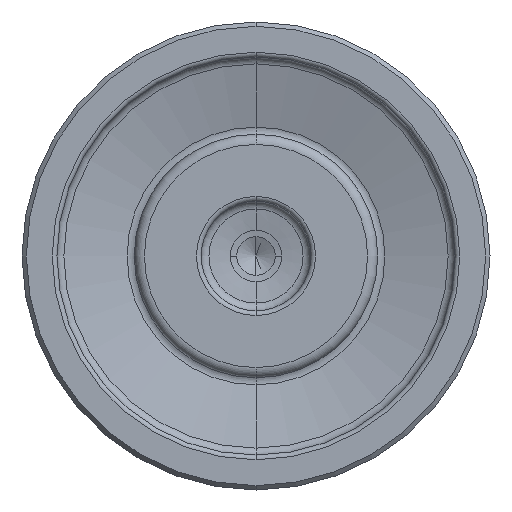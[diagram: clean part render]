
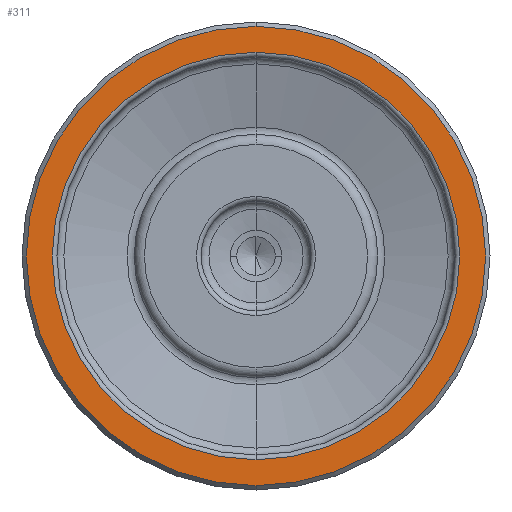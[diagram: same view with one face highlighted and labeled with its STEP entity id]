
A CAD part, front view. The second image highlights one B-rep face of the part: STEP entity #311.
In plain terms, the highlighted planar face has unit normal (0, -1, 0).
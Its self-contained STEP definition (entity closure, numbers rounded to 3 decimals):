
#41 = EDGE_CURVE ( 'NONE', #175, #593, #240, .T. ) ;
#68 = DIRECTION ( 'NONE',  ( 0., 0., -1. ) ) ;
#175 = VERTEX_POINT ( 'NONE', #1744 ) ;
#200 = ORIENTED_EDGE ( 'NONE', *, *, #1444, .T. ) ;
#240 = CIRCLE ( 'NONE', #1634, 21.75 ) ;
#246 = DIRECTION ( 'NONE',  ( 0., 1., 0. ) ) ;
#269 = FACE_OUTER_BOUND ( 'NONE', #1226, .T. ) ;
#311 = ADVANCED_FACE ( 'NONE', ( #269, #1679 ), #576, .T. ) ;
#316 = CIRCLE ( 'NONE', #1283, 24.517 ) ;
#567 = VERTEX_POINT ( 'NONE', #1063 ) ;
#576 = PLANE ( 'NONE',  #2071 ) ;
#593 = VERTEX_POINT ( 'NONE', #1233 ) ;
#612 = CIRCLE ( 'NONE', #1628, 24.517 ) ;
#705 = VERTEX_POINT ( 'NONE', #2037 ) ;
#745 = CARTESIAN_POINT ( 'NONE',  ( 21.25, 0.706, 0. ) ) ;
#760 = DIRECTION ( 'NONE',  ( 0., -1., 0. ) ) ;
#913 = DIRECTION ( 'NONE',  ( 0., -1., 0. ) ) ;
#953 = CARTESIAN_POINT ( 'NONE',  ( 0., 0.706, 0. ) ) ;
#1063 = CARTESIAN_POINT ( 'NONE',  ( 0., 0.706, 24.517 ) ) ;
#1081 = DIRECTION ( 'NONE',  ( 0., -1., 0. ) ) ;
#1123 = DIRECTION ( 'NONE',  ( 0., 0., -1. ) ) ;
#1226 = EDGE_LOOP ( 'NONE', ( #200, #1819 ) ) ;
#1233 = CARTESIAN_POINT ( 'NONE',  ( 0., 0.706, 21.75 ) ) ;
#1259 = CARTESIAN_POINT ( 'NONE',  ( 0., 0.706, 0. ) ) ;
#1283 = AXIS2_PLACEMENT_3D ( 'NONE', #1933, #913, #2104 ) ;
#1394 = EDGE_CURVE ( 'NONE', #705, #567, #316, .T. ) ;
#1432 = EDGE_CURVE ( 'NONE', #593, #175, #1967, .T. ) ;
#1435 = DIRECTION ( 'NONE',  ( 0., 0., -1. ) ) ;
#1444 = EDGE_CURVE ( 'NONE', #567, #705, #612, .T. ) ;
#1515 = AXIS2_PLACEMENT_3D ( 'NONE', #1259, #246, #1435 ) ;
#1521 = EDGE_LOOP ( 'NONE', ( #1528, #1920 ) ) ;
#1528 = ORIENTED_EDGE ( 'NONE', *, *, #41, .T. ) ;
#1628 = AXIS2_PLACEMENT_3D ( 'NONE', #1776, #760, #1951 ) ;
#1634 = AXIS2_PLACEMENT_3D ( 'NONE', #953, #2152, #1123 ) ;
#1679 = FACE_BOUND ( 'NONE', #1521, .T. ) ;
#1744 = CARTESIAN_POINT ( 'NONE',  ( 0., 0.706, -21.75 ) ) ;
#1776 = CARTESIAN_POINT ( 'NONE',  ( 0., 0.706, 0. ) ) ;
#1819 = ORIENTED_EDGE ( 'NONE', *, *, #1394, .T. ) ;
#1920 = ORIENTED_EDGE ( 'NONE', *, *, #1432, .T. ) ;
#1933 = CARTESIAN_POINT ( 'NONE',  ( 0., 0.706, 0. ) ) ;
#1951 = DIRECTION ( 'NONE',  ( 0., 0., -1. ) ) ;
#1967 = CIRCLE ( 'NONE', #1515, 21.75 ) ;
#2037 = CARTESIAN_POINT ( 'NONE',  ( 0., 0.706, -24.517 ) ) ;
#2071 = AXIS2_PLACEMENT_3D ( 'NONE', #745, #1081, #68 ) ;
#2104 = DIRECTION ( 'NONE',  ( 0., 0., -1. ) ) ;
#2152 = DIRECTION ( 'NONE',  ( 0., 1., 0. ) ) ;
